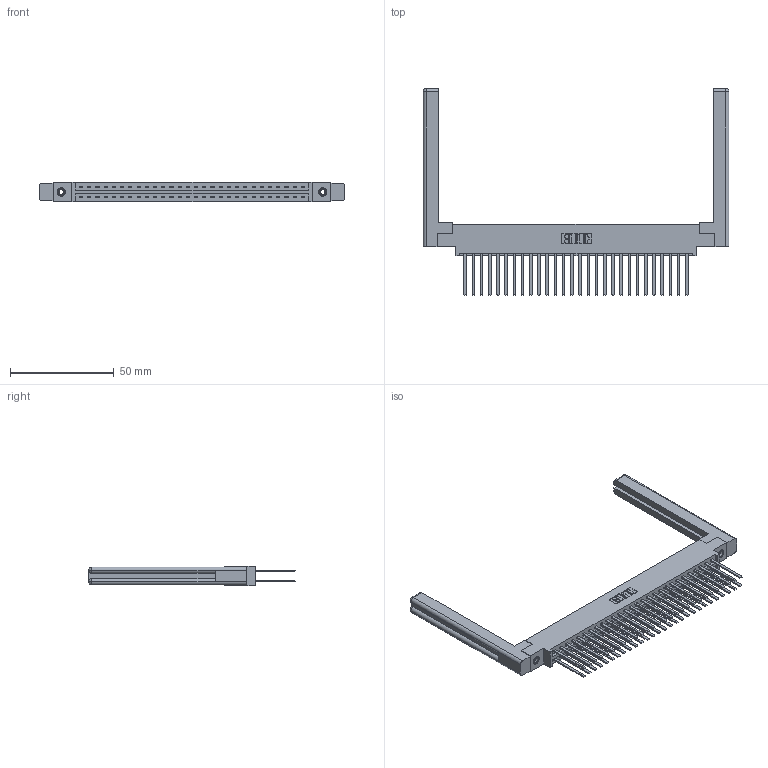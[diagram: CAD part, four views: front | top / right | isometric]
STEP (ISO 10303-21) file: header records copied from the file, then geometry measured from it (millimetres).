
FILE_DESCRIPTION (( 'STEP AP203' ), '1' );
FILE_NAME ('387-056-544-858.STEP', '2019-10-19T07:23:36', ( '' ), ( '' ), 'SwSTEP 2.0', 'SolidWorks 2016', '' );
FILE_SCHEMA (( 'CONFIG_CONTROL_DESIGN' ));
Length unit declared in the file: inch
Products named in the file (5): 387-056-544-858; 307-220-058; 345-250-001_345-250-001-102; 345-292-001_345-293-144; 337 Part_0.170 Offset - 0.156 Dia-TI
Assembly tree (61 placements, depth 2):
  387-056-544-858
    337 Part_0.170 Offset - 0.156 Dia-TI
    345-292-001_345-293-144  x56
    345-250-001_345-250-001-102  x2
    307-220-058  x2
Bounding box: 147.57 x 99.7 x 9.4 mm (x, y, z)
Volume: 23176 mm3; surface area: 25709.1 mm2
Topology: 61 solids, 61 shells, 2948 faces, 8685 edges, 5702 vertices
Faces by surface type: plane 2062, cylinder 862, cone 12, torus 12
Entity records: 26102 total; most frequent: CARTESIAN_POINT 4417, ORIENTED_EDGE 4292, DIRECTION 3794, EDGE_CURVE 2146, LINE 1974, VECTOR 1974, VERTEX_POINT 1422, AXIS2_PLACEMENT_3D 910
